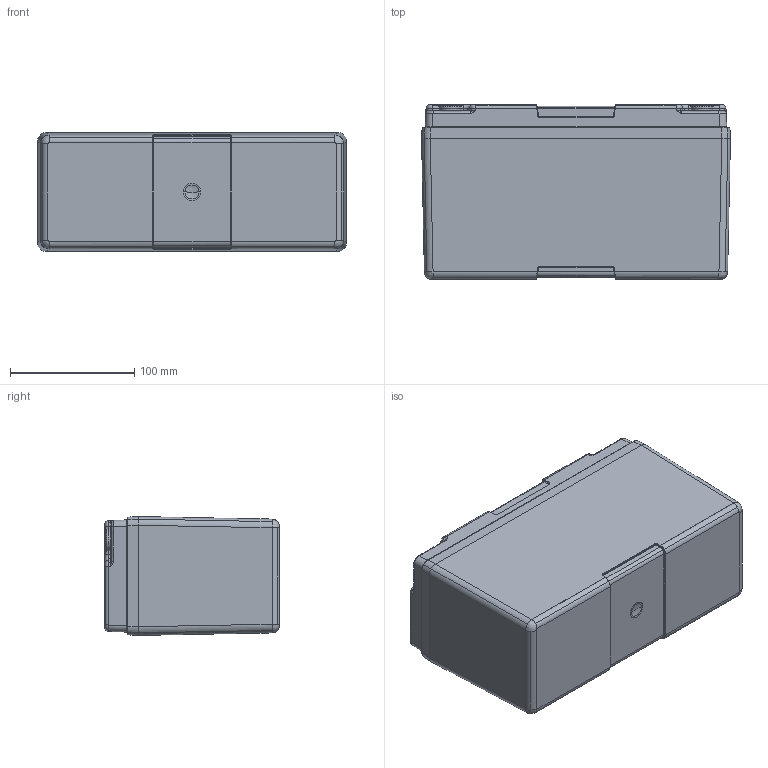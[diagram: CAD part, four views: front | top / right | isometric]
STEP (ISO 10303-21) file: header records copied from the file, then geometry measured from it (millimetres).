
FILE_DESCRIPTION (( 'STEP AP203' ), '1' );
FILE_NAME ('SC_ExclBracket.STEP', '2023-04-19T12:28:16', ( '' ), ( '' ), 'SwSTEP 2.0', 'SolidWorks 2021', '' );
FILE_SCHEMA (( 'CONFIG_CONTROL_DESIGN' ));
Length unit declared in the file: millimetre
Products named in the file (1): SC_ExclBracket
Bounding box: 248.85 x 140.75 x 95.74 mm (x, y, z)
Volume: 3186199.8 mm3; surface area: 137964.8 mm2
Topology: 1 solids, 1 shells, 397 faces, 1016 edges, 627 vertices
Faces by surface type: cylinder 236, plane 69, bspline 64, torus 14, cone 12, sphere 2
Entity records: 20242 total; most frequent: CARTESIAN_POINT 11591, ORIENTED_EDGE 2016, DIRECTION 1589, EDGE_CURVE 1008, VERTEX_POINT 627, AXIS2_PLACEMENT_3D 577, LINE 435, VECTOR 435
